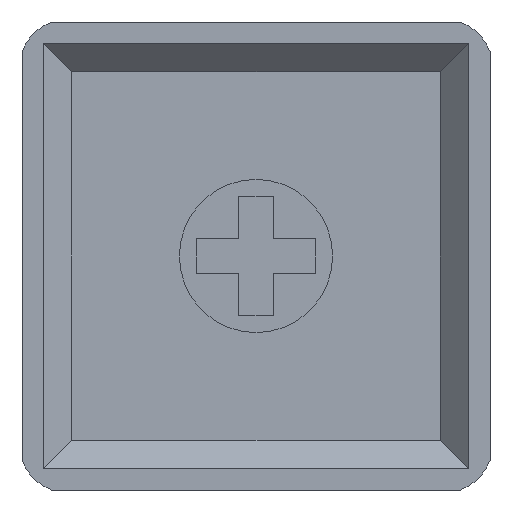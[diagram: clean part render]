
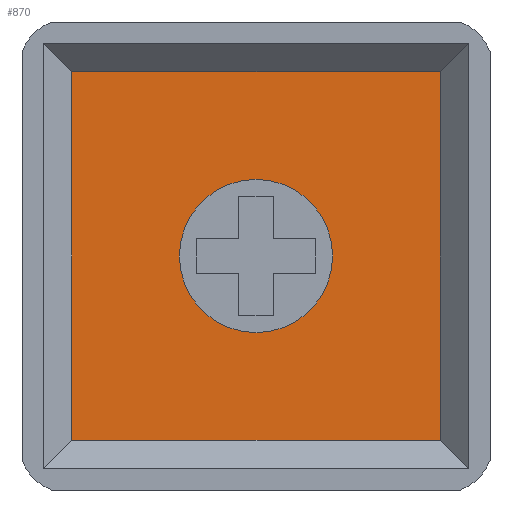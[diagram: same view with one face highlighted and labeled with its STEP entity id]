
A CAD part, front view. The second image highlights one B-rep face of the part: STEP entity #870.
In plain terms, the highlighted planar face has unit normal (0, -1, 0).
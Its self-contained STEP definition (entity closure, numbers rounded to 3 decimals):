
#17=FACE_BOUND('',#321,.T.);
#28=PLANE('',#927);
#72=CIRCLE('',#928,2.7);
#104=LINE('',#1729,#177);
#105=LINE('',#1732,#178);
#107=LINE('',#1736,#180);
#108=LINE('',#1737,#181);
#177=VECTOR('',#1049,10.);
#178=VECTOR('',#1052,10.);
#180=VECTOR('',#1056,10.);
#181=VECTOR('',#1057,10.);
#267=FACE_OUTER_BOUND('',#320,.T.);
#320=EDGE_LOOP('',(#739,#740,#741,#742));
#321=EDGE_LOOP('',(#743));
#426=VERTEX_POINT('',#1725);
#427=VERTEX_POINT('',#1727);
#428=VERTEX_POINT('',#1731);
#429=VERTEX_POINT('',#1735);
#430=VERTEX_POINT('',#1738);
#538=EDGE_CURVE('',#427,#426,#104,.T.);
#539=EDGE_CURVE('',#426,#428,#105,.T.);
#541=EDGE_CURVE('',#429,#427,#107,.T.);
#542=EDGE_CURVE('',#428,#429,#108,.T.);
#543=EDGE_CURVE('',#430,#430,#72,.T.);
#739=ORIENTED_EDGE('',*,*,#538,.F.);
#740=ORIENTED_EDGE('',*,*,#541,.F.);
#741=ORIENTED_EDGE('',*,*,#542,.F.);
#742=ORIENTED_EDGE('',*,*,#539,.F.);
#743=ORIENTED_EDGE('',*,*,#543,.F.);
#870=ADVANCED_FACE('',(#267,#17),#28,.F.);
#927=AXIS2_PLACEMENT_3D('',#1734,#1054,#1055);
#928=AXIS2_PLACEMENT_3D('',#1739,#1058,#1059);
#1049=DIRECTION('',(1.,0.,0.));
#1052=DIRECTION('',(0.,0.,-1.));
#1054=DIRECTION('center_axis',(0.,1.,0.));
#1055=DIRECTION('ref_axis',(-1.,0.,0.));
#1056=DIRECTION('',(0.,0.,1.));
#1057=DIRECTION('',(-1.,0.,0.));
#1058=DIRECTION('center_axis',(0.,-1.,0.));
#1059=DIRECTION('ref_axis',(1.,0.,0.));
#1725=CARTESIAN_POINT('',(6.5,2.3,6.5));
#1727=CARTESIAN_POINT('',(-6.5,2.3,6.5));
#1729=CARTESIAN_POINT('',(-3.75,2.3,6.5));
#1731=CARTESIAN_POINT('',(6.5,2.3,-6.5));
#1732=CARTESIAN_POINT('',(6.5,2.3,3.75));
#1734=CARTESIAN_POINT('Origin',(0.,2.3,0.));
#1735=CARTESIAN_POINT('',(-6.5,2.3,-6.5));
#1736=CARTESIAN_POINT('',(-6.5,2.3,-3.75));
#1737=CARTESIAN_POINT('',(3.75,2.3,-6.5));
#1738=CARTESIAN_POINT('',(-2.7,2.3,0.));
#1739=CARTESIAN_POINT('Origin',(0.,2.3,0.));
